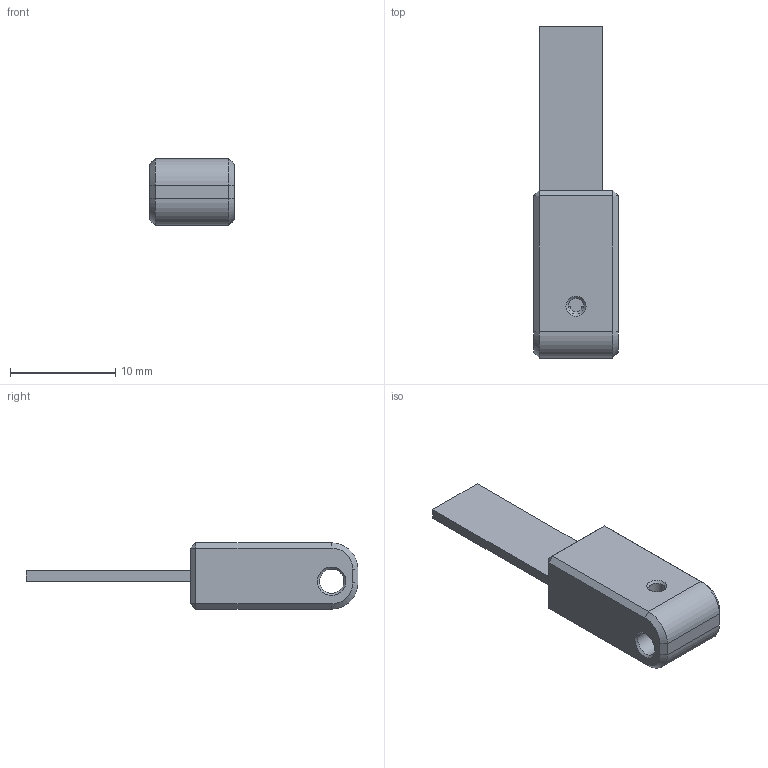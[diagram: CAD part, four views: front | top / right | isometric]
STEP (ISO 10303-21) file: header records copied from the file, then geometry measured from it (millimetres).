
FILE_DESCRIPTION(/* description */ ('Unknown','CAx-IF Rec.Pracs.---Representation and Presentation of Product Manufacturing Information (PMI)---4.0---2014-10-13'),/* implementation_level */ '2;1');
FILE_NAME(/* name */ 'Knife_holder ERCF.step',/* time_stamp */ '2024-12-13T19:31:37Z',/* author */ (''),/* organization */ (''),/* preprocessor_version */ 'ST-DEVELOPER v20',/* originating_system */ 'Autodesk Translation Framework v13.20.0.188',/* authorisation */ '');
FILE_SCHEMA (('AP242_MANAGED_MODEL_BASED_3D_ENGINEERING_MIM_LF { 1 0 10303 442 1 1 4 }'));
Length unit declared in the file: millimetre
Products named in the file (1): Messerhalter
Bounding box: 8 x 31.5 x 6.3 mm (x, y, z)
Volume: 781.3 mm3; surface area: 946.3 mm2
Topology: 2 solids, 2 shells, 49 faces, 108 edges, 63 vertices
Faces by surface type: plane 36, cone 9, cylinder 4
Full cylindrical faces by diameter (mm): 1.5 x1, 2.3 x1
Entity records: 1352 total; most frequent: DIRECTION 227, CARTESIAN_POINT 221, ORIENTED_EDGE 216, EDGE_CURVE 108, LINE 89, VECTOR 89, AXIS2_PLACEMENT_3D 69, VERTEX_POINT 63
